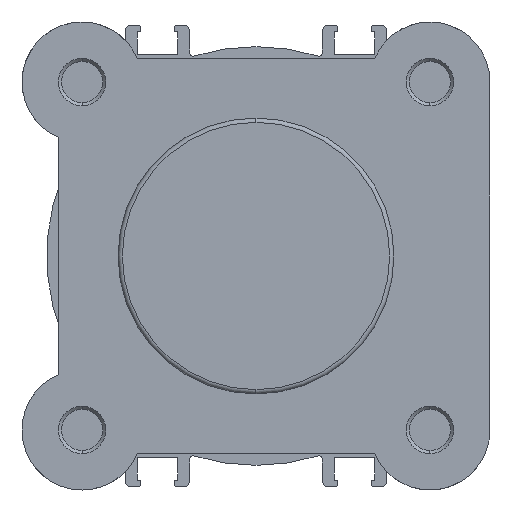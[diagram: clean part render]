
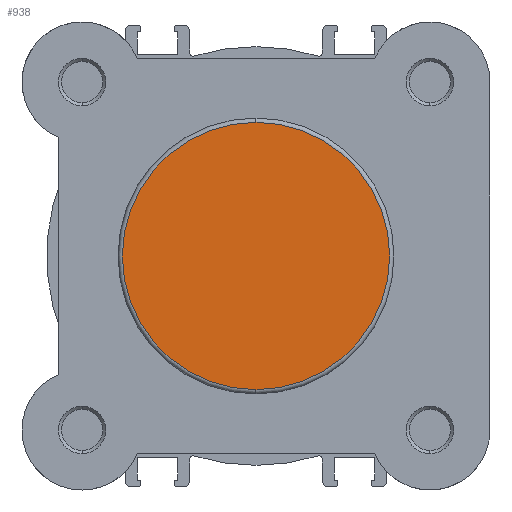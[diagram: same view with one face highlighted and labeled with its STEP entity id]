
A CAD part, left-side view. The second image highlights one B-rep face of the part: STEP entity #938.
In plain terms, the highlighted planar face has unit normal (-1, 0, 0).
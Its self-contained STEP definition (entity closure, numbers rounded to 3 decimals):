
#468 = EDGE_LOOP ( 'NONE', ( #2133, #2132 ) ) ;
#691 = VERTEX_POINT ( 'NONE', #3214 ) ;
#707 = VERTEX_POINT ( 'NONE', #3230 ) ;
#938 = ADVANCED_FACE ( 'NONE', ( #2591 ), #3416, .F. ) ;
#2132 = ORIENTED_EDGE ( 'NONE', *, *, #6771, .T. ) ;
#2133 = ORIENTED_EDGE ( 'NONE', *, *, #6786, .T. ) ;
#2591 = FACE_OUTER_BOUND ( 'NONE', #468, .T. ) ;
#3214 = CARTESIAN_POINT ( 'NONE',  ( 0., 0., 21.7 ) ) ;
#3230 = CARTESIAN_POINT ( 'NONE',  ( 0., 0., -21.7 ) ) ;
#3399 = CARTESIAN_POINT ( 'NONE',  ( 0., 22.4, 0. ) ) ;
#3416 = PLANE ( 'NONE',  #6955 ) ;
#3423 = DIRECTION ( 'NONE',  ( 1., 0., 0. ) ) ;
#3424 = DIRECTION ( 'NONE',  ( 0., 0., -1. ) ) ;
#5012 = CIRCLE ( 'NONE', #7442, 21.7 ) ;
#5036 = CIRCLE ( 'NONE', #7448, 21.7 ) ;
#6109 = CARTESIAN_POINT ( 'NONE',  ( 0., 0., 0. ) ) ;
#6112 = DIRECTION ( 'NONE',  ( -1., 0., 0. ) ) ;
#6113 = DIRECTION ( 'NONE',  ( 0., 0., -1. ) ) ;
#6146 = CARTESIAN_POINT ( 'NONE',  ( 0., 0., 0. ) ) ;
#6148 = DIRECTION ( 'NONE',  ( -1., 0., 0. ) ) ;
#6149 = DIRECTION ( 'NONE',  ( 0., 0., -1. ) ) ;
#6771 = EDGE_CURVE ( 'NONE', #691, #707, #5012, .T. ) ;
#6786 = EDGE_CURVE ( 'NONE', #707, #691, #5036, .T. ) ;
#6955 = AXIS2_PLACEMENT_3D ( 'NONE', #3399, #3423, #3424 ) ;
#7442 = AXIS2_PLACEMENT_3D ( 'NONE', #6109, #6112, #6113 ) ;
#7448 = AXIS2_PLACEMENT_3D ( 'NONE', #6146, #6148, #6149 ) ;
